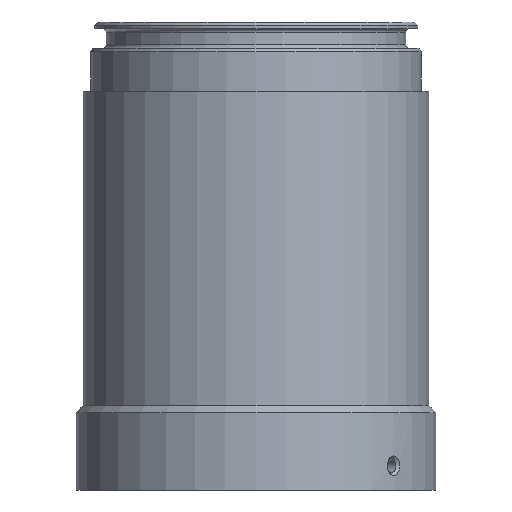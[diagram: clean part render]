
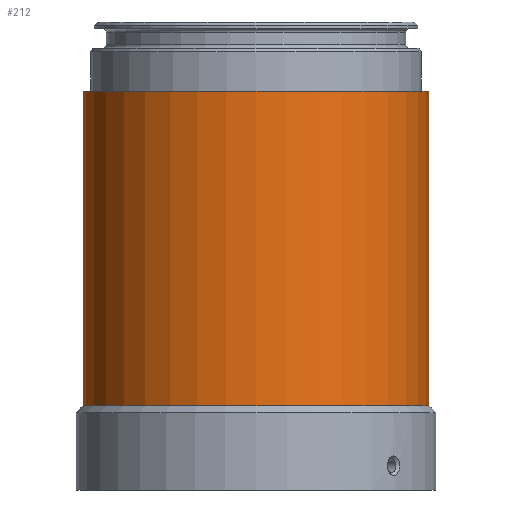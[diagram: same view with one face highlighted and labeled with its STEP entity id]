
A CAD part, front view. The second image highlights one B-rep face of the part: STEP entity #212.
In plain terms, the highlighted cylindrical face has radius 25 mm (diameter 50 mm), a full revolution.
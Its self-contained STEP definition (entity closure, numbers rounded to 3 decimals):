
#72=FACE_BOUND('',#489,.T.);
#73=FACE_BOUND('',#490,.T.);
#212=ADVANCED_FACE('',(#72,#73),#325,.T.);
#325=CYLINDRICAL_SURFACE('',#2053,25.);
#489=EDGE_LOOP('',(#849));
#490=EDGE_LOOP('',(#850));
#677=CIRCLE('',#2050,25.);
#678=CIRCLE('',#2052,25.);
#849=ORIENTED_EDGE('',*,*,#1556,.F.);
#850=ORIENTED_EDGE('',*,*,#1557,.T.);
#1362=VERTEX_POINT('',#3067);
#1363=VERTEX_POINT('',#3070);
#1556=EDGE_CURVE('',#1362,#1362,#677,.T.);
#1557=EDGE_CURVE('',#1363,#1363,#678,.T.);
#2050=AXIS2_PLACEMENT_3D('',#3066,#2421,#2422);
#2052=AXIS2_PLACEMENT_3D('',#3069,#2425,#2426);
#2053=AXIS2_PLACEMENT_3D('',#3071,#2427,#2428);
#2421=DIRECTION('',(0.,0.,1.));
#2422=DIRECTION('',(1.,0.,0.));
#2425=DIRECTION('',(0.,0.,1.));
#2426=DIRECTION('',(1.,0.,0.));
#2427=DIRECTION('',(0.,0.,1.));
#2428=DIRECTION('',(1.,0.,0.));
#3066=CARTESIAN_POINT('',(0.,0.,57.7));
#3067=CARTESIAN_POINT('',(25.,0.,57.7));
#3069=CARTESIAN_POINT('',(0.,0.,12.2));
#3070=CARTESIAN_POINT('',(25.,0.,12.2));
#3071=CARTESIAN_POINT('',(0.,0.,0.));
